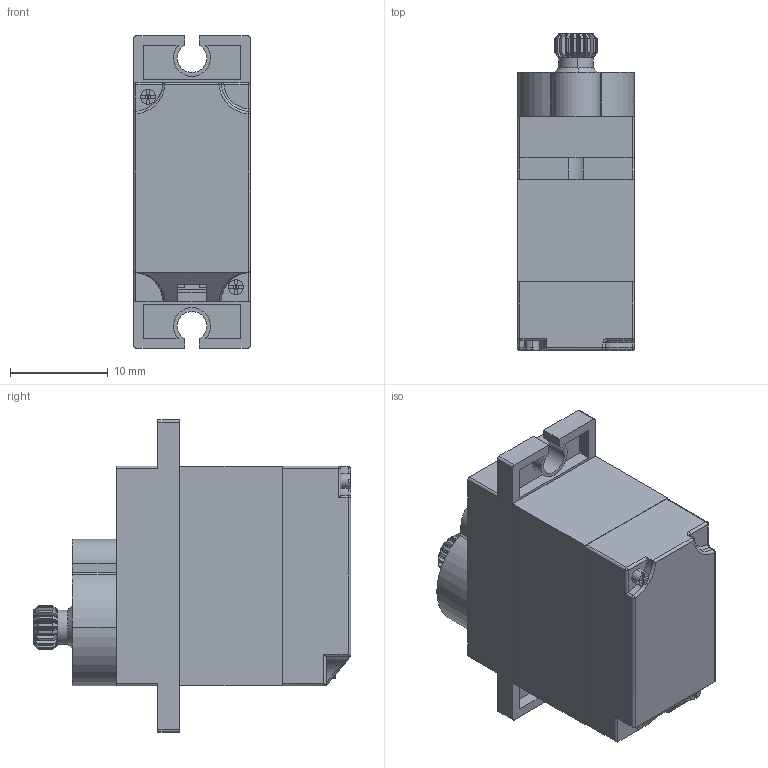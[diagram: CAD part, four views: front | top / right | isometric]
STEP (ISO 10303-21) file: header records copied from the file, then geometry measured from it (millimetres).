
FILE_DESCRIPTION (( 'STEP AP214' ), '1' );
FILE_NAME ('MG90S.STEP', '2021-04-06T11:55:46', ( '' ), ( '' ), 'SwSTEP 2.0', 'SolidWorks 2017', '' );
FILE_SCHEMA (( 'AUTOMOTIVE_DESIGN' ));
Length unit declared in the file: millimetre
Products named in the file (19): Part1; spur gear_iso_ISO - Spur gear 0.25M 31T 20PA 1.25FW ---S31A75H50L1.25N; MG90S; Part2; Part3; cilinder1; Part5; spur gear_iso_ISO - Spur gear 0.25M 10T 20PA 2FW ---S10A75H50L1.25N; cilinder2; gear3; Part6; spur gear_iso_ISO - Spur gear 0.4M 23T 20PA 2.75FW ---S23A75H50L1.5N; spur gear_iso_ISO - Spur gear 0.3M 31T 20PA 2FW ---S31A75H50L1.25N; Part4; Motor_Body; gear2; Motor_Body2; spur gear_iso_ISO - Spur gear 0.25M 38T 20PA 1.5FW ---S38A75H50L1.5N; gear1
Assembly tree (19 placements, depth 2):
  MG90S
    Part1
    Part2
    Part3
    spur gear_iso_ISO - Spur gear 0.25M 38T 20PA 1.5FW ---S38A75H50L1.5N
    spur gear_iso_ISO - Spur gear 0.3M 31T 20PA 2FW ---S31A75H50L1.25N
    spur gear_iso_ISO - Spur gear 0.4M 23T 20PA 2.75FW ---S23A75H50L1.5N
    spur gear_iso_ISO - Spur gear 0.25M 31T 20PA 1.25FW ---S31A75H50L1.25N
    spur gear_iso_ISO - Spur gear 0.25M 10T 20PA 2FW ---S10A75H50L1.25N
    gear3
    gear1
    gear2
    Part4
    Motor_Body
    Motor_Body2
    cilinder2
    cilinder1
    Part5
    Part6  x2
Bounding box: 12 x 32.5 x 32 mm (x, y, z)
Volume: 4467.8 mm3; surface area: 8942.5 mm2
Topology: 19 solids, 19 shells, 1499 faces, 4201 edges, 2749 vertices
Faces by surface type: cylinder 998, plane 427, cone 42, sphere 19, torus 9, bspline 4
Entity records: 51355 total; most frequent: CARTESIAN_POINT 9803, DIRECTION 8901, ORIENTED_EDGE 8208, EDGE_CURVE 4104, AXIS2_PLACEMENT_3D 3500, VERTEX_POINT 2696, CIRCLE 2013, VECTOR 1901
